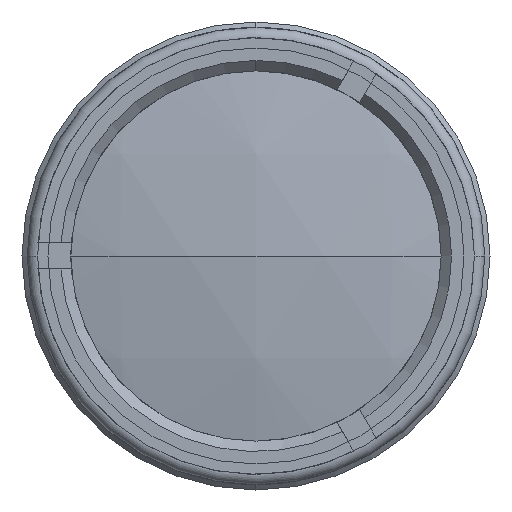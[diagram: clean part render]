
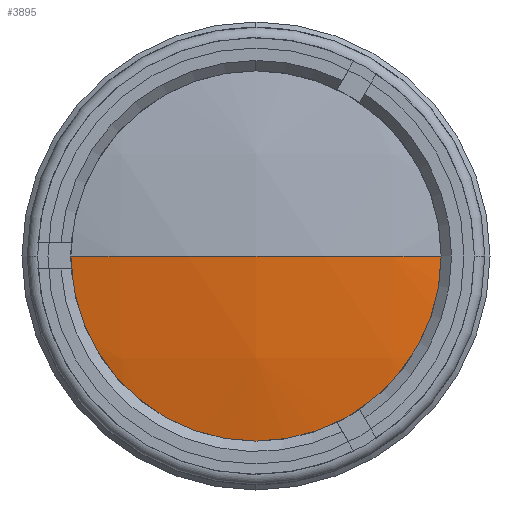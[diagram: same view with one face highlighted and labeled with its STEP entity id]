
A CAD part, left-side view. The second image highlights one B-rep face of the part: STEP entity #3895.
In plain terms, the highlighted spherical face has radius 87.5 mm.
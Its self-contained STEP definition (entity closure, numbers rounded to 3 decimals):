
#129 = ORIENTED_EDGE ( 'NONE', *, *, #1156, .F. ) ;
#256 = DIRECTION ( 'NONE',  ( 0., -1., 0. ) ) ;
#273 = CARTESIAN_POINT ( 'NONE',  ( 8.616, 0., 0. ) ) ;
#582 = VERTEX_POINT ( 'NONE', #1190 ) ;
#593 = FACE_OUTER_BOUND ( 'NONE', #4346, .T. ) ;
#1046 = CIRCLE ( 'NONE', #4169, 19.5 ) ;
#1156 = EDGE_CURVE ( 'NONE', #4737, #582, #1747, .T. ) ;
#1159 = DIRECTION ( 'NONE',  ( 0., 0., -1. ) ) ;
#1190 = CARTESIAN_POINT ( 'NONE',  ( -78.884, 0., 0. ) ) ;
#1747 = CIRCLE ( 'NONE', #2122, 87.5 ) ;
#1985 = CARTESIAN_POINT ( 'NONE',  ( -76.683, 0., 0. ) ) ;
#2122 = AXIS2_PLACEMENT_3D ( 'NONE', #273, #3797, #256 ) ;
#2398 = DIRECTION ( 'NONE',  ( 0., 0., 1. ) ) ;
#2880 = AXIS2_PLACEMENT_3D ( 'NONE', #3336, #5314, #2956 ) ;
#2956 = DIRECTION ( 'NONE',  ( 0., 1., 0. ) ) ;
#3336 = CARTESIAN_POINT ( 'NONE',  ( 8.616, 0., 0. ) ) ;
#3672 = CARTESIAN_POINT ( 'NONE',  ( 8.616, 0., 0. ) ) ;
#3797 = DIRECTION ( 'NONE',  ( 0., 0., 1. ) ) ;
#3895 = ADVANCED_FACE ( 'NONE', ( #593 ), #4651, .T. ) ;
#4089 = DIRECTION ( 'NONE',  ( 0., 1., 0. ) ) ;
#4169 = AXIS2_PLACEMENT_3D ( 'NONE', #1985, #4825, #2398 ) ;
#4243 = VERTEX_POINT ( 'NONE', #4517 ) ;
#4346 = EDGE_LOOP ( 'NONE', ( #4852, #4637, #129 ) ) ;
#4517 = CARTESIAN_POINT ( 'NONE',  ( -76.683, -19.5, 0. ) ) ;
#4526 = CARTESIAN_POINT ( 'NONE',  ( -76.683, 19.5, 0. ) ) ;
#4637 = ORIENTED_EDGE ( 'NONE', *, *, #5299, .T. ) ;
#4651 = SPHERICAL_SURFACE ( 'NONE', #2880, 87.5 ) ;
#4737 = VERTEX_POINT ( 'NONE', #4526 ) ;
#4825 = DIRECTION ( 'NONE',  ( -1., 0., 0. ) ) ;
#4852 = ORIENTED_EDGE ( 'NONE', *, *, #5196, .T. ) ;
#4942 = CIRCLE ( 'NONE', #5201, 87.5 ) ;
#5196 = EDGE_CURVE ( 'NONE', #4737, #4243, #1046, .T. ) ;
#5201 = AXIS2_PLACEMENT_3D ( 'NONE', #3672, #1159, #4089 ) ;
#5299 = EDGE_CURVE ( 'NONE', #4243, #582, #4942, .T. ) ;
#5314 = DIRECTION ( 'NONE',  ( 0., 0., -1. ) ) ;
